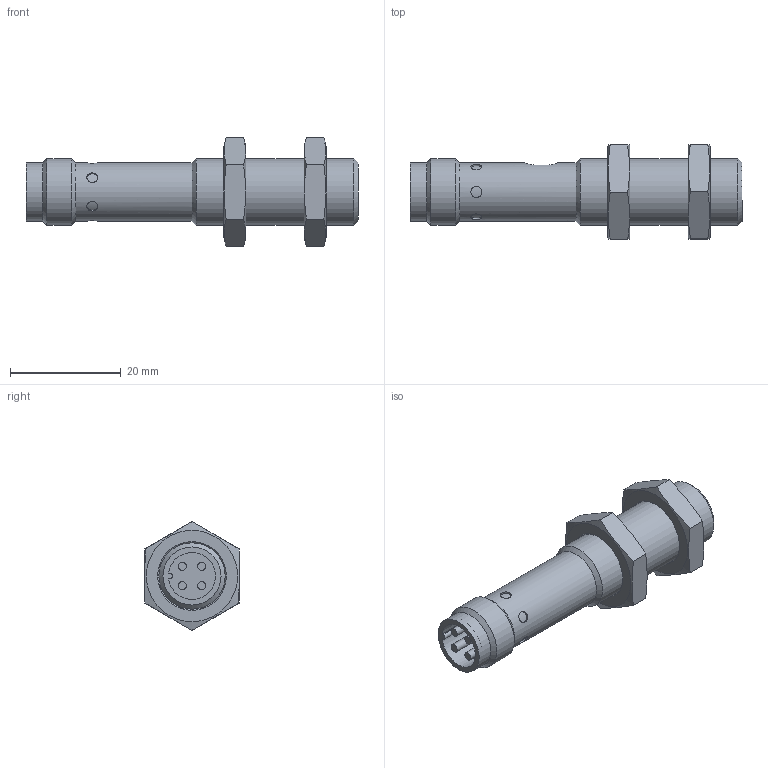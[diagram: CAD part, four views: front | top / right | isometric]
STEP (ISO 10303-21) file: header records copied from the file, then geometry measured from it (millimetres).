
FILE_DESCRIPTION(/* description */ ('DISO X xxx'),/* implementation_level */ '2;1');
FILE_NAME(/* name */ 'KDCT_12_V_04_G3-B4.stp',/* time_stamp */ '2015-07-21T11:21:26+02:00',/* author */ ('lck'),/* organization */ (''),/* preprocessor_version */ 'ST-DEVELOPER v15.6',/* originating_system */ 'Autodesk Inventor 2015',/* authorisation */ '');
FILE_SCHEMA (('AUTOMOTIVE_DESIGN { 1 0 10303 214 3 1 1 }'));
Length unit declared in the file: millimetre
Products named in the file (1): Bauteil306
Bounding box: 60 x 17.02 x 19.63 mm (x, y, z)
Volume: 6131.2 mm3; surface area: 6621.7 mm2
Topology: 1 solids, 3 shells, 83 faces, 183 edges, 123 vertices
Faces by surface type: plane 34, cylinder 33, cone 14, torus 2
Full cylindrical faces by diameter (mm): 1.5 x4, 2 x6, 3.1 x1, 9 x1, 9.4 x1, 9.85 x2, 10 x1, 10.1 x1, 10.5 x2, 12 x4
Entity records: 2495 total; most frequent: CARTESIAN_POINT 842, DIRECTION 296, ORIENTED_EDGE 252, EDGE_LOOP 144, AXIS2_PLACEMENT_3D 134, EDGE_CURVE 126, VERTEX_POINT 106, FACE_OUTER_BOUND 83
